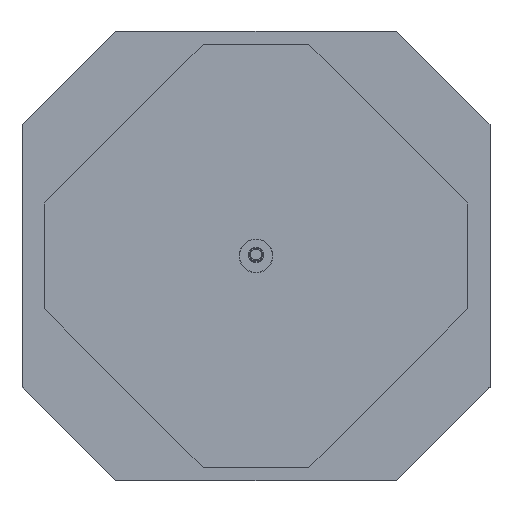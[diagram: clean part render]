
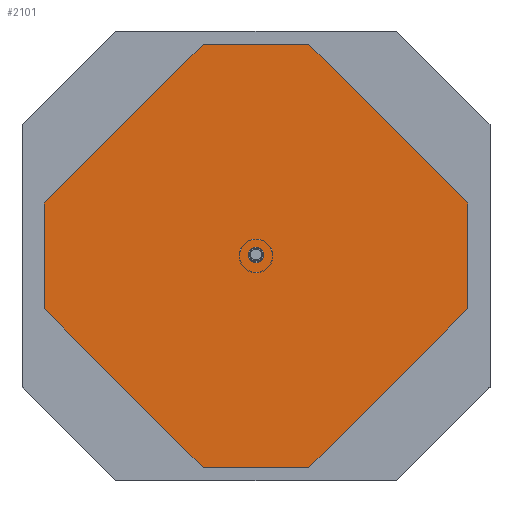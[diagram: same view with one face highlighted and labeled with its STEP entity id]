
A CAD part, top view. The second image highlights one B-rep face of the part: STEP entity #2101.
In plain terms, the highlighted planar face has unit normal (0, 0, 1).
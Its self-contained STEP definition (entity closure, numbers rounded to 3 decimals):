
#1429 = PLANE('',#1430);
#1430 = AXIS2_PLACEMENT_3D('',#1431,#1432,#1433);
#1431 = CARTESIAN_POINT('',(800.,800.,200.));
#1432 = DIRECTION('',(0.707,0.707,0.));
#1433 = DIRECTION('',(0.707,-0.707,0.));
#1457 = PLANE('',#1458);
#1458 = AXIS2_PLACEMENT_3D('',#1459,#1460,#1461);
#1459 = CARTESIAN_POINT('',(0.,1000.,200.));
#1460 = DIRECTION('',(0.,1.,0.));
#1461 = DIRECTION('',(0.,0.,1.));
#1485 = PLANE('',#1486);
#1486 = AXIS2_PLACEMENT_3D('',#1487,#1488,#1489);
#1487 = CARTESIAN_POINT('',(-800.,800.,200.));
#1488 = DIRECTION('',(-0.707,0.707,0.));
#1489 = DIRECTION('',(-0.707,-0.707,0.));
#1513 = PLANE('',#1514);
#1514 = AXIS2_PLACEMENT_3D('',#1515,#1516,#1517);
#1515 = CARTESIAN_POINT('',(-1000.,0.,200.));
#1516 = DIRECTION('',(-1.,-0.,-0.));
#1517 = DIRECTION('',(0.,0.,-1.));
#1541 = PLANE('',#1542);
#1542 = AXIS2_PLACEMENT_3D('',#1543,#1544,#1545);
#1543 = CARTESIAN_POINT('',(-800.,-800.,200.));
#1544 = DIRECTION('',(-0.707,-0.707,-0.));
#1545 = DIRECTION('',(-0.707,0.707,0.));
#1569 = PLANE('',#1570);
#1570 = AXIS2_PLACEMENT_3D('',#1571,#1572,#1573);
#1571 = CARTESIAN_POINT('',(0.,-1000.,200.));
#1572 = DIRECTION('',(-0.,-1.,-0.));
#1573 = DIRECTION('',(0.,0.,-1.));
#1597 = PLANE('',#1598);
#1598 = AXIS2_PLACEMENT_3D('',#1599,#1600,#1601);
#1599 = CARTESIAN_POINT('',(800.,-800.,200.));
#1600 = DIRECTION('',(0.707,-0.707,0.));
#1601 = DIRECTION('',(0.707,0.707,0.));
#1623 = PLANE('',#1624);
#1624 = AXIS2_PLACEMENT_3D('',#1625,#1626,#1627);
#1625 = CARTESIAN_POINT('',(1000.,0.,200.));
#1626 = DIRECTION('',(1.,0.,0.));
#1627 = DIRECTION('',(0.,0.,1.));
#1671 = VERTEX_POINT('',#1672);
#1672 = CARTESIAN_POINT('',(600.,1000.,400.));
#1692 = EDGE_CURVE('',#1671,#1693,#1695,.T.);
#1693 = VERTEX_POINT('',#1694);
#1694 = CARTESIAN_POINT('',(1000.,600.,400.));
#1695 = SURFACE_CURVE('',#1696,(#1700,#1707),.PCURVE_S1.);
#1696 = LINE('',#1697,#1698);
#1697 = CARTESIAN_POINT('',(600.,1000.,400.));
#1698 = VECTOR('',#1699,1.);
#1699 = DIRECTION('',(0.707,-0.707,0.));
#1700 = PCURVE('',#1429,#1701);
#1701 = DEFINITIONAL_REPRESENTATION('',(#1702),#1706);
#1702 = LINE('',#1703,#1704);
#1703 = CARTESIAN_POINT('',(-282.843,-200.));
#1704 = VECTOR('',#1705,1.);
#1705 = DIRECTION('',(1.,0.));
#1706 = ( GEOMETRIC_REPRESENTATION_CONTEXT(2) 
PARAMETRIC_REPRESENTATION_CONTEXT() REPRESENTATION_CONTEXT('2D SPACE',''
  ) );
#1707 = PCURVE('',#1708,#1713);
#1708 = PLANE('',#1709);
#1709 = AXIS2_PLACEMENT_3D('',#1710,#1711,#1712);
#1710 = CARTESIAN_POINT('',(0.,0.,400.));
#1711 = DIRECTION('',(0.,0.,1.));
#1712 = DIRECTION('',(1.,0.,0.));
#1713 = DEFINITIONAL_REPRESENTATION('',(#1714),#1717);
#1714 = B_SPLINE_CURVE_WITH_KNOTS('',1,(#1715,#1716),.UNSPECIFIED.,.F.,
  .F.,(2,2),(0.,565.685),.PIECEWISE_BEZIER_KNOTS.);
#1715 = CARTESIAN_POINT('',(600.,1000.));
#1716 = CARTESIAN_POINT('',(1000.,600.));
#1717 = ( GEOMETRIC_REPRESENTATION_CONTEXT(2) 
PARAMETRIC_REPRESENTATION_CONTEXT() REPRESENTATION_CONTEXT('2D SPACE',''
  ) );
#1744 = EDGE_CURVE('',#1693,#1745,#1747,.T.);
#1745 = VERTEX_POINT('',#1746);
#1746 = CARTESIAN_POINT('',(1000.,-600.,400.));
#1747 = SURFACE_CURVE('',#1748,(#1752,#1759),.PCURVE_S1.);
#1748 = LINE('',#1749,#1750);
#1749 = CARTESIAN_POINT('',(1000.,600.,400.));
#1750 = VECTOR('',#1751,1.);
#1751 = DIRECTION('',(0.,-1.,0.));
#1752 = PCURVE('',#1623,#1753);
#1753 = DEFINITIONAL_REPRESENTATION('',(#1754),#1758);
#1754 = LINE('',#1755,#1756);
#1755 = CARTESIAN_POINT('',(200.,-600.));
#1756 = VECTOR('',#1757,1.);
#1757 = DIRECTION('',(0.,1.));
#1758 = ( GEOMETRIC_REPRESENTATION_CONTEXT(2) 
PARAMETRIC_REPRESENTATION_CONTEXT() REPRESENTATION_CONTEXT('2D SPACE',''
  ) );
#1759 = PCURVE('',#1708,#1760);
#1760 = DEFINITIONAL_REPRESENTATION('',(#1761),#1764);
#1761 = B_SPLINE_CURVE_WITH_KNOTS('',1,(#1762,#1763),.UNSPECIFIED.,.F.,
  .F.,(2,2),(0.,1200.),.PIECEWISE_BEZIER_KNOTS.);
#1762 = CARTESIAN_POINT('',(1000.,600.));
#1763 = CARTESIAN_POINT('',(1000.,-600.));
#1764 = ( GEOMETRIC_REPRESENTATION_CONTEXT(2) 
PARAMETRIC_REPRESENTATION_CONTEXT() REPRESENTATION_CONTEXT('2D SPACE',''
  ) );
#1791 = VERTEX_POINT('',#1792);
#1792 = CARTESIAN_POINT('',(-600.,1000.,400.));
#1812 = EDGE_CURVE('',#1791,#1671,#1813,.T.);
#1813 = SURFACE_CURVE('',#1814,(#1818,#1825),.PCURVE_S1.);
#1814 = LINE('',#1815,#1816);
#1815 = CARTESIAN_POINT('',(-600.,1000.,400.));
#1816 = VECTOR('',#1817,1.);
#1817 = DIRECTION('',(1.,0.,0.));
#1818 = PCURVE('',#1457,#1819);
#1819 = DEFINITIONAL_REPRESENTATION('',(#1820),#1824);
#1820 = LINE('',#1821,#1822);
#1821 = CARTESIAN_POINT('',(200.,-600.));
#1822 = VECTOR('',#1823,1.);
#1823 = DIRECTION('',(0.,1.));
#1824 = ( GEOMETRIC_REPRESENTATION_CONTEXT(2) 
PARAMETRIC_REPRESENTATION_CONTEXT() REPRESENTATION_CONTEXT('2D SPACE',''
  ) );
#1825 = PCURVE('',#1708,#1826);
#1826 = DEFINITIONAL_REPRESENTATION('',(#1827),#1830);
#1827 = B_SPLINE_CURVE_WITH_KNOTS('',1,(#1828,#1829),.UNSPECIFIED.,.F.,
  .F.,(2,2),(0.,1200.),.PIECEWISE_BEZIER_KNOTS.);
#1828 = CARTESIAN_POINT('',(-600.,1000.));
#1829 = CARTESIAN_POINT('',(600.,1000.));
#1830 = ( GEOMETRIC_REPRESENTATION_CONTEXT(2) 
PARAMETRIC_REPRESENTATION_CONTEXT() REPRESENTATION_CONTEXT('2D SPACE',''
  ) );
#1838 = EDGE_CURVE('',#1745,#1839,#1841,.T.);
#1839 = VERTEX_POINT('',#1840);
#1840 = CARTESIAN_POINT('',(600.,-1000.,400.));
#1841 = SURFACE_CURVE('',#1842,(#1846,#1853),.PCURVE_S1.);
#1842 = LINE('',#1843,#1844);
#1843 = CARTESIAN_POINT('',(1000.,-600.,400.));
#1844 = VECTOR('',#1845,1.);
#1845 = DIRECTION('',(-0.707,-0.707,0.));
#1846 = PCURVE('',#1597,#1847);
#1847 = DEFINITIONAL_REPRESENTATION('',(#1848),#1852);
#1848 = LINE('',#1849,#1850);
#1849 = CARTESIAN_POINT('',(282.843,200.));
#1850 = VECTOR('',#1851,1.);
#1851 = DIRECTION('',(-1.,0.));
#1852 = ( GEOMETRIC_REPRESENTATION_CONTEXT(2) 
PARAMETRIC_REPRESENTATION_CONTEXT() REPRESENTATION_CONTEXT('2D SPACE',''
  ) );
#1853 = PCURVE('',#1708,#1854);
#1854 = DEFINITIONAL_REPRESENTATION('',(#1855),#1858);
#1855 = B_SPLINE_CURVE_WITH_KNOTS('',1,(#1856,#1857),.UNSPECIFIED.,.F.,
  .F.,(2,2),(0.,565.685),.PIECEWISE_BEZIER_KNOTS.);
#1856 = CARTESIAN_POINT('',(1000.,-600.));
#1857 = CARTESIAN_POINT('',(600.,-1000.));
#1858 = ( GEOMETRIC_REPRESENTATION_CONTEXT(2) 
PARAMETRIC_REPRESENTATION_CONTEXT() REPRESENTATION_CONTEXT('2D SPACE',''
  ) );
#1885 = VERTEX_POINT('',#1886);
#1886 = CARTESIAN_POINT('',(-1000.,600.,400.));
#1906 = EDGE_CURVE('',#1885,#1791,#1907,.T.);
#1907 = SURFACE_CURVE('',#1908,(#1912,#1919),.PCURVE_S1.);
#1908 = LINE('',#1909,#1910);
#1909 = CARTESIAN_POINT('',(-1000.,600.,400.));
#1910 = VECTOR('',#1911,1.);
#1911 = DIRECTION('',(0.707,0.707,0.));
#1912 = PCURVE('',#1485,#1913);
#1913 = DEFINITIONAL_REPRESENTATION('',(#1914),#1918);
#1914 = LINE('',#1915,#1916);
#1915 = CARTESIAN_POINT('',(282.843,200.));
#1916 = VECTOR('',#1917,1.);
#1917 = DIRECTION('',(-1.,0.));
#1918 = ( GEOMETRIC_REPRESENTATION_CONTEXT(2) 
PARAMETRIC_REPRESENTATION_CONTEXT() REPRESENTATION_CONTEXT('2D SPACE',''
  ) );
#1919 = PCURVE('',#1708,#1920);
#1920 = DEFINITIONAL_REPRESENTATION('',(#1921),#1924);
#1921 = B_SPLINE_CURVE_WITH_KNOTS('',1,(#1922,#1923),.UNSPECIFIED.,.F.,
  .F.,(2,2),(0.,565.685),.PIECEWISE_BEZIER_KNOTS.);
#1922 = CARTESIAN_POINT('',(-1000.,600.));
#1923 = CARTESIAN_POINT('',(-600.,1000.));
#1924 = ( GEOMETRIC_REPRESENTATION_CONTEXT(2) 
PARAMETRIC_REPRESENTATION_CONTEXT() REPRESENTATION_CONTEXT('2D SPACE',''
  ) );
#1932 = EDGE_CURVE('',#1839,#1933,#1935,.T.);
#1933 = VERTEX_POINT('',#1934);
#1934 = CARTESIAN_POINT('',(-600.,-1000.,400.));
#1935 = SURFACE_CURVE('',#1936,(#1940,#1947),.PCURVE_S1.);
#1936 = LINE('',#1937,#1938);
#1937 = CARTESIAN_POINT('',(600.,-1000.,400.));
#1938 = VECTOR('',#1939,1.);
#1939 = DIRECTION('',(-1.,0.,0.));
#1940 = PCURVE('',#1569,#1941);
#1941 = DEFINITIONAL_REPRESENTATION('',(#1942),#1946);
#1942 = LINE('',#1943,#1944);
#1943 = CARTESIAN_POINT('',(-200.,600.));
#1944 = VECTOR('',#1945,1.);
#1945 = DIRECTION('',(0.,-1.));
#1946 = ( GEOMETRIC_REPRESENTATION_CONTEXT(2) 
PARAMETRIC_REPRESENTATION_CONTEXT() REPRESENTATION_CONTEXT('2D SPACE',''
  ) );
#1947 = PCURVE('',#1708,#1948);
#1948 = DEFINITIONAL_REPRESENTATION('',(#1949),#1952);
#1949 = B_SPLINE_CURVE_WITH_KNOTS('',1,(#1950,#1951),.UNSPECIFIED.,.F.,
  .F.,(2,2),(0.,1200.),.PIECEWISE_BEZIER_KNOTS.);
#1950 = CARTESIAN_POINT('',(600.,-1000.));
#1951 = CARTESIAN_POINT('',(-600.,-1000.));
#1952 = ( GEOMETRIC_REPRESENTATION_CONTEXT(2) 
PARAMETRIC_REPRESENTATION_CONTEXT() REPRESENTATION_CONTEXT('2D SPACE',''
  ) );
#1979 = VERTEX_POINT('',#1980);
#1980 = CARTESIAN_POINT('',(-1000.,-600.,400.));
#2000 = EDGE_CURVE('',#1979,#1885,#2001,.T.);
#2001 = SURFACE_CURVE('',#2002,(#2006,#2013),.PCURVE_S1.);
#2002 = LINE('',#2003,#2004);
#2003 = CARTESIAN_POINT('',(-1000.,-600.,400.));
#2004 = VECTOR('',#2005,1.);
#2005 = DIRECTION('',(0.,1.,0.));
#2006 = PCURVE('',#1513,#2007);
#2007 = DEFINITIONAL_REPRESENTATION('',(#2008),#2012);
#2008 = LINE('',#2009,#2010);
#2009 = CARTESIAN_POINT('',(-200.,600.));
#2010 = VECTOR('',#2011,1.);
#2011 = DIRECTION('',(0.,-1.));
#2012 = ( GEOMETRIC_REPRESENTATION_CONTEXT(2) 
PARAMETRIC_REPRESENTATION_CONTEXT() REPRESENTATION_CONTEXT('2D SPACE',''
  ) );
#2013 = PCURVE('',#1708,#2014);
#2014 = DEFINITIONAL_REPRESENTATION('',(#2015),#2018);
#2015 = B_SPLINE_CURVE_WITH_KNOTS('',1,(#2016,#2017),.UNSPECIFIED.,.F.,
  .F.,(2,2),(0.,1200.),.PIECEWISE_BEZIER_KNOTS.);
#2016 = CARTESIAN_POINT('',(-1000.,-600.));
#2017 = CARTESIAN_POINT('',(-1000.,600.));
#2018 = ( GEOMETRIC_REPRESENTATION_CONTEXT(2) 
PARAMETRIC_REPRESENTATION_CONTEXT() REPRESENTATION_CONTEXT('2D SPACE',''
  ) );
#2026 = EDGE_CURVE('',#1933,#1979,#2027,.T.);
#2027 = SURFACE_CURVE('',#2028,(#2032,#2039),.PCURVE_S1.);
#2028 = LINE('',#2029,#2030);
#2029 = CARTESIAN_POINT('',(-600.,-1000.,400.));
#2030 = VECTOR('',#2031,1.);
#2031 = DIRECTION('',(-0.707,0.707,0.));
#2032 = PCURVE('',#1541,#2033);
#2033 = DEFINITIONAL_REPRESENTATION('',(#2034),#2038);
#2034 = LINE('',#2035,#2036);
#2035 = CARTESIAN_POINT('',(-282.843,-200.));
#2036 = VECTOR('',#2037,1.);
#2037 = DIRECTION('',(1.,0.));
#2038 = ( GEOMETRIC_REPRESENTATION_CONTEXT(2) 
PARAMETRIC_REPRESENTATION_CONTEXT() REPRESENTATION_CONTEXT('2D SPACE',''
  ) );
#2039 = PCURVE('',#1708,#2040);
#2040 = DEFINITIONAL_REPRESENTATION('',(#2041),#2044);
#2041 = B_SPLINE_CURVE_WITH_KNOTS('',1,(#2042,#2043),.UNSPECIFIED.,.F.,
  .F.,(2,2),(0.,565.685),.PIECEWISE_BEZIER_KNOTS.);
#2042 = CARTESIAN_POINT('',(-600.,-1000.));
#2043 = CARTESIAN_POINT('',(-1000.,-600.));
#2044 = ( GEOMETRIC_REPRESENTATION_CONTEXT(2) 
PARAMETRIC_REPRESENTATION_CONTEXT() REPRESENTATION_CONTEXT('2D SPACE',''
  ) );
#2101 = ADVANCED_FACE('',(#2102),#1708,.T.);
#2102 = FACE_BOUND('',#2103,.T.);
#2103 = EDGE_LOOP('',(#2104,#2105,#2106,#2107,#2108,#2109,#2110,#2111));
#2104 = ORIENTED_EDGE('',*,*,#1692,.F.);
#2105 = ORIENTED_EDGE('',*,*,#1812,.F.);
#2106 = ORIENTED_EDGE('',*,*,#1906,.F.);
#2107 = ORIENTED_EDGE('',*,*,#2000,.F.);
#2108 = ORIENTED_EDGE('',*,*,#2026,.F.);
#2109 = ORIENTED_EDGE('',*,*,#1932,.F.);
#2110 = ORIENTED_EDGE('',*,*,#1838,.F.);
#2111 = ORIENTED_EDGE('',*,*,#1744,.F.);
